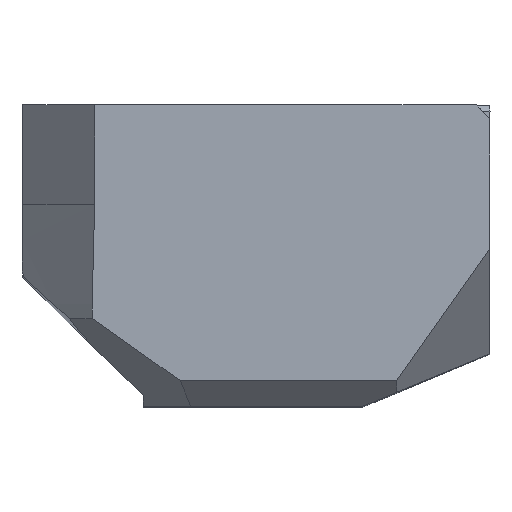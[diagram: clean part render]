
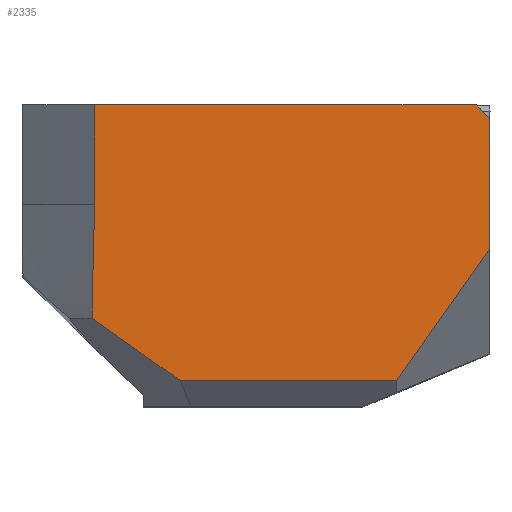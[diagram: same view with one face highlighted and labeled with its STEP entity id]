
A CAD part, top view. The second image highlights one B-rep face of the part: STEP entity #2335.
In plain terms, the highlighted planar face has unit normal (0, 0, 1).
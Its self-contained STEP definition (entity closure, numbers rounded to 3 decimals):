
#27=(
BOUNDED_CURVE()
B_SPLINE_CURVE(2,(#3897,#3898,#3899),.UNSPECIFIED.,.F.,.F.)
B_SPLINE_CURVE_WITH_KNOTS((3,3),(243.202,246.593),
 .UNSPECIFIED.)
CURVE()
GEOMETRIC_REPRESENTATION_ITEM()
RATIONAL_B_SPLINE_CURVE((22.512,22.472,22.427))
REPRESENTATION_ITEM('')
);
#28=(
BOUNDED_CURVE()
B_SPLINE_CURVE(2,(#3900,#3901,#3902),.UNSPECIFIED.,.F.,.F.)
B_SPLINE_CURVE_WITH_KNOTS((3,3),(219.865,243.202),
 .UNSPECIFIED.)
CURVE()
GEOMETRIC_REPRESENTATION_ITEM()
RATIONAL_B_SPLINE_CURVE((22.807,22.785,22.512))
REPRESENTATION_ITEM('')
);
#150=B_SPLINE_CURVE_WITH_KNOTS('',3,(#3609,#3610,#3611,#3612,#3613,#3614),
 .UNSPECIFIED.,.F.,.F.,(4,2,4),(0.01,0.505,1.01),
 .UNSPECIFIED.);
#230=FACE_OUTER_BOUND('',#363,.T.);
#363=EDGE_LOOP('',(#1890,#1891,#1892,#1893,#1894,#1895,#1896,#1897,#1898));
#516=LINE('',#3622,#772);
#519=LINE('',#3628,#775);
#540=LINE('',#3690,#796);
#543=LINE('',#3698,#799);
#551=LINE('',#3735,#807);
#552=LINE('',#3737,#808);
#772=VECTOR('',#2760,10.);
#775=VECTOR('',#2765,10.);
#796=VECTOR('',#2844,10.);
#799=VECTOR('',#2853,10.);
#807=VECTOR('',#2869,10.);
#808=VECTOR('',#2872,10.);
#1020=VERTEX_POINT('',#3573);
#1021=VERTEX_POINT('',#3608);
#1022=VERTEX_POINT('',#3619);
#1023=VERTEX_POINT('',#3624);
#1034=VERTEX_POINT('',#3683);
#1037=VERTEX_POINT('',#3695);
#1038=VERTEX_POINT('',#3697);
#1046=VERTEX_POINT('',#3733);
#1061=VERTEX_POINT('',#3896);
#1274=EDGE_CURVE('',#1020,#1021,#150,.T.);
#1278=EDGE_CURVE('',#1021,#1022,#516,.F.);
#1281=EDGE_CURVE('',#1022,#1023,#519,.T.);
#1311=EDGE_CURVE('',#1034,#1023,#540,.T.);
#1314=EDGE_CURVE('',#1038,#1037,#543,.T.);
#1327=EDGE_CURVE('',#1037,#1046,#551,.F.);
#1328=EDGE_CURVE('',#1046,#1034,#552,.T.);
#1354=EDGE_CURVE('',#1038,#1061,#27,.F.);
#1355=EDGE_CURVE('',#1061,#1020,#28,.F.);
#1890=ORIENTED_EDGE('',*,*,#1354,.F.);
#1891=ORIENTED_EDGE('',*,*,#1314,.T.);
#1892=ORIENTED_EDGE('',*,*,#1327,.T.);
#1893=ORIENTED_EDGE('',*,*,#1328,.T.);
#1894=ORIENTED_EDGE('',*,*,#1311,.T.);
#1895=ORIENTED_EDGE('',*,*,#1281,.F.);
#1896=ORIENTED_EDGE('',*,*,#1278,.F.);
#1897=ORIENTED_EDGE('',*,*,#1274,.F.);
#1898=ORIENTED_EDGE('',*,*,#1355,.F.);
#2227=PLANE('',#2500);
#2335=ADVANCED_FACE('',(#230),#2227,.T.);
#2500=AXIS2_PLACEMENT_3D('',#3903,#2930,#2931);
#2760=DIRECTION('',(-1.,0.,0.));
#2765=DIRECTION('',(0.707,-0.707,0.));
#2844=DIRECTION('',(0.,1.,0.));
#2853=DIRECTION('',(0.816,-0.577,0.));
#2869=DIRECTION('',(-1.,0.,0.));
#2872=DIRECTION('',(0.577,0.816,0.));
#2930=DIRECTION('center_axis',(0.,0.,
1.));
#2931=DIRECTION('ref_axis',(1.,0.,0.));
#3573=CARTESIAN_POINT('',(89.496,147.653,7.4));
#3608=CARTESIAN_POINT('',(89.496,157.653,7.4));
#3609=CARTESIAN_POINT('Ctrl Pts',(89.496,147.653,7.4));
#3610=CARTESIAN_POINT('Ctrl Pts',(89.496,149.303,7.4));
#3611=CARTESIAN_POINT('Ctrl Pts',(89.496,150.953,7.4));
#3612=CARTESIAN_POINT('Ctrl Pts',(89.496,154.286,7.4));
#3613=CARTESIAN_POINT('Ctrl Pts',(89.496,155.969,7.4));
#3614=CARTESIAN_POINT('Ctrl Pts',(89.496,157.653,7.4));
#3619=CARTESIAN_POINT('',(127.886,157.653,7.4));
#3622=CARTESIAN_POINT('',(113.321,157.653,7.4));
#3624=CARTESIAN_POINT('',(129.286,156.253,7.4));
#3628=CARTESIAN_POINT('',(126.136,159.402,7.4));
#3683=CARTESIAN_POINT('',(129.286,143.195,7.4));
#3690=CARTESIAN_POINT('',(129.286,144.443,7.4));
#3695=CARTESIAN_POINT('',(98.108,129.895,7.4));
#3697=CARTESIAN_POINT('',(89.26,136.152,7.4));
#3698=CARTESIAN_POINT('',(97.26,130.495,7.4));
#3733=CARTESIAN_POINT('',(119.882,129.895,7.4));
#3735=CARTESIAN_POINT('',(106.49,129.895,7.4));
#3737=CARTESIAN_POINT('',(123.386,134.852,7.4));
#3896=CARTESIAN_POINT('',(89.248,137.653,7.4));
#3897=CARTESIAN_POINT('Ctrl Pts',(89.248,137.653,7.4));
#3898=CARTESIAN_POINT('Ctrl Pts',(89.251,136.905,7.4));
#3899=CARTESIAN_POINT('Ctrl Pts',(89.26,136.152,7.4));
#3900=CARTESIAN_POINT('Ctrl Pts',(89.496,147.653,7.4));
#3901=CARTESIAN_POINT('Ctrl Pts',(89.227,142.726,7.4));
#3902=CARTESIAN_POINT('Ctrl Pts',(89.248,137.653,7.4));
#3903=CARTESIAN_POINT('Origin',(106.066,143.23,7.4));
